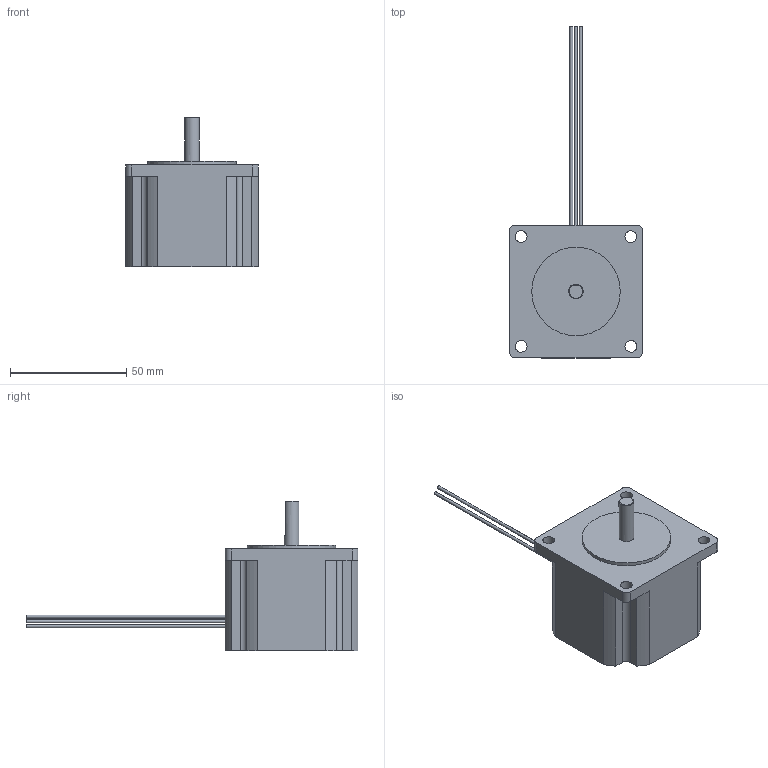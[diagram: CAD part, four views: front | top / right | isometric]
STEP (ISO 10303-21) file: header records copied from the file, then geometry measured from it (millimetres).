
FILE_DESCRIPTION((''),'2;1');
FILE_NAME('rich''5718x sngl.stp','2009-05-26T20:30:39',('rbadgerow'),(''),'Autodesk Inventor 2009','Autodesk Inventor 2009','');
FILE_SCHEMA(('AUTOMOTIVE_DESIGN { 1 0 10303 214 1 1 1 1 }'));
Length unit declared in the file: inch
Products named in the file (1): 5718x sngl
Bounding box: 57.15 x 142.88 x 64.52 mm (x, y, z)
Volume: 130699.6 mm3; surface area: 17827.7 mm2
Topology: 1 solids, 1 shells, 53 faces, 139 edges, 94 vertices
Faces by surface type: cylinder 26, plane 26, cone 1
Full cylindrical faces by diameter (mm): 1.27 x4, 5.08 x4, 6.35 x1, 38.1 x1
Entity records: 1680 total; most frequent: DIRECTION 288, CARTESIAN_POINT 275, ORIENTED_EDGE 252, EDGE_CURVE 126, AXIS2_PLACEMENT_3D 110, VERTEX_POINT 91, EDGE_LOOP 77, VECTOR 68
